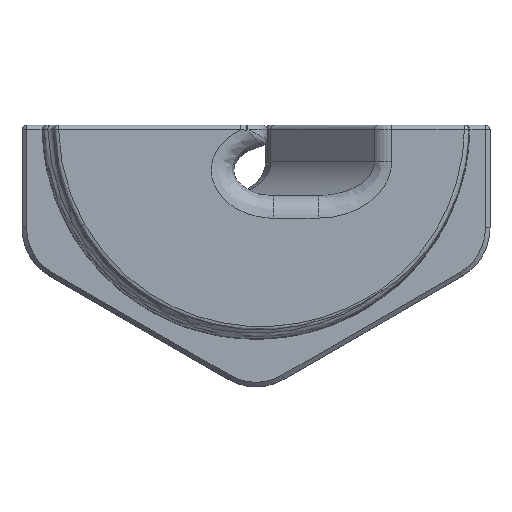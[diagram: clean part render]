
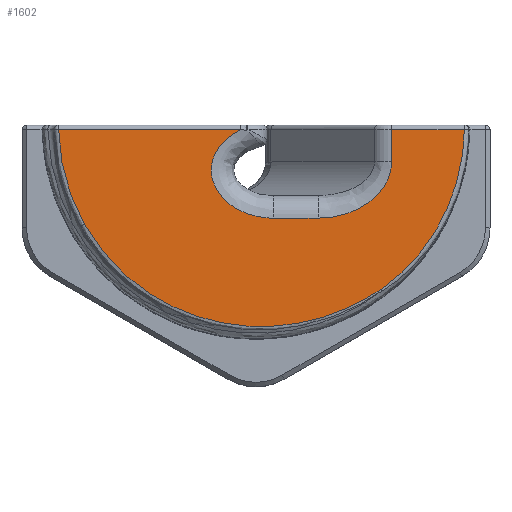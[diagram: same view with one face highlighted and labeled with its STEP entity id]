
A CAD part, top view. The second image highlights one B-rep face of the part: STEP entity #1602.
In plain terms, the highlighted planar face has unit normal (0, 0, 1).
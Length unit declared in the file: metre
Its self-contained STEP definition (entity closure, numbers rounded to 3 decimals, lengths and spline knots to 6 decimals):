
#32=ELLIPSE('',#1743,0.005548,0.00425);
#33=ELLIPSE('',#1744,0.006527,0.005);
#216=LINE('',#4137,#306);
#217=LINE('',#4161,#307);
#218=LINE('',#4163,#308);
#219=LINE('',#4167,#309);
#306=VECTOR('',#1964,1.);
#307=VECTOR('',#1965,1.);
#308=VECTOR('',#1966,1.);
#309=VECTOR('',#1969,1.);
#459=ORIENTED_EDGE('',*,*,#947,.T.);
#460=ORIENTED_EDGE('',*,*,#948,.T.);
#461=ORIENTED_EDGE('',*,*,#949,.T.);
#462=ORIENTED_EDGE('',*,*,#950,.T.);
#463=ORIENTED_EDGE('',*,*,#951,.T.);
#464=ORIENTED_EDGE('',*,*,#952,.T.);
#465=ORIENTED_EDGE('',*,*,#953,.T.);
#466=ORIENTED_EDGE('',*,*,#954,.T.);
#467=ORIENTED_EDGE('',*,*,#955,.T.);
#947=EDGE_CURVE('',#1184,#1185,#32,.F.);
#948=EDGE_CURVE('',#1185,#1186,#216,.F.);
#949=EDGE_CURVE('',#1186,#1187,#1277,.T.);
#950=EDGE_CURVE('',#1187,#1188,#1278,.T.);
#951=EDGE_CURVE('',#1188,#1189,#1279,.T.);
#952=EDGE_CURVE('',#1189,#1190,#217,.F.);
#953=EDGE_CURVE('',#1190,#1191,#218,.F.);
#954=EDGE_CURVE('',#1191,#1192,#33,.F.);
#955=EDGE_CURVE('',#1192,#1184,#219,.F.);
#1184=VERTEX_POINT('',#4135);
#1185=VERTEX_POINT('',#4136);
#1186=VERTEX_POINT('',#4138);
#1187=VERTEX_POINT('',#4143);
#1188=VERTEX_POINT('',#4152);
#1189=VERTEX_POINT('',#4160);
#1190=VERTEX_POINT('',#4162);
#1191=VERTEX_POINT('',#4164);
#1192=VERTEX_POINT('',#4166);
#1277=B_SPLINE_CURVE_WITH_KNOTS('',3,(#4139,#4140,#4141,#4142),
 .UNSPECIFIED.,.F.,.F.,(4,4),(0.045835,0.054604),
 .UNSPECIFIED.);
#1278=B_SPLINE_CURVE_WITH_KNOTS('',3,(#4144,#4145,#4146,#4147,#4148,#4149,
#4150,#4151),.UNSPECIFIED.,.F.,.F.,(4,1,1,1,1,4),(0.,0.007551,
0.011327,0.015102,0.022653,0.030204),
 .UNSPECIFIED.);
#1279=B_SPLINE_CURVE_WITH_KNOTS('',3,(#4153,#4154,#4155,#4156,#4157,#4158,
#4159),.UNSPECIFIED.,.F.,.F.,(4,1,1,1,4),(0.,0.004176,0.008352,
0.012529,0.016705),.UNSPECIFIED.);
#1350=EDGE_LOOP('',(#459,#460,#461,#462,#463,#464,#465,#466,#467));
#1462=FACE_BOUND('',#1350,.T.);
#1563=PLANE('',#1742);
#1602=ADVANCED_FACE('',(#1462),#1563,.T.);
#1742=AXIS2_PLACEMENT_3D('',#4133,#1960,#1961);
#1743=AXIS2_PLACEMENT_3D('',#4134,#1962,#1963);
#1744=AXIS2_PLACEMENT_3D('',#4165,#1967,#1968);
#1960=DIRECTION('',(0.,0.,1.));
#1961=DIRECTION('',(0.866,-0.5,0.));
#1962=DIRECTION('',(0.,0.,1.));
#1963=DIRECTION('',(1.,0.,0.));
#1964=DIRECTION('',(1.,0.,0.));
#1965=DIRECTION('',(1.,0.,0.));
#1966=DIRECTION('',(0.,1.,0.));
#1967=DIRECTION('',(0.,0.,1.));
#1968=DIRECTION('',(1.,0.,0.));
#1969=DIRECTION('',(1.,0.,0.));
#4133=CARTESIAN_POINT('',(0.,0.,0.014));
#4134=CARTESIAN_POINT('',(0.001585,-0.004,0.014));
#4135=CARTESIAN_POINT('',(0.001585,-0.00825,0.014));
#4136=CARTESIAN_POINT('',(-0.001364,-0.0004,0.014));
#4137=CARTESIAN_POINT('',(-0.017509,-0.0004,0.014));
#4138=CARTESIAN_POINT('',(-0.017505,-0.0004,0.014));
#4139=CARTESIAN_POINT('',(-0.017505,-0.0004,0.014));
#4140=CARTESIAN_POINT('',(-0.017448,-0.003327,0.014));
#4141=CARTESIAN_POINT('',(-0.016656,-0.00623,0.014));
#4142=CARTESIAN_POINT('',(-0.015202,-0.008794,0.014));
#4143=CARTESIAN_POINT('',(-0.015202,-0.008794,0.014));
#4144=CARTESIAN_POINT('',(-0.015202,-0.008794,0.014));
#4145=CARTESIAN_POINT('',(-0.01395,-0.011003,0.014));
#4146=CARTESIAN_POINT('',(-0.011385,-0.01387,0.014));
#4147=CARTESIAN_POINT('',(-0.006997,-0.016408,0.014));
#4148=CARTESIAN_POINT('',(-0.002214,-0.017975,0.014));
#4149=CARTESIAN_POINT('',(0.004233,-0.018008,0.014));
#4150=CARTESIAN_POINT('',(0.008985,-0.015973,0.014));
#4151=CARTESIAN_POINT('',(0.011095,-0.014563,0.014));
#4152=CARTESIAN_POINT('',(0.011095,-0.014563,0.014));
#4153=CARTESIAN_POINT('',(0.011095,-0.014563,0.014));
#4154=CARTESIAN_POINT('',(0.012252,-0.013789,0.014));
#4155=CARTESIAN_POINT('',(0.014311,-0.011885,0.014));
#4156=CARTESIAN_POINT('',(0.01664,-0.008429,0.014));
#4157=CARTESIAN_POINT('',(0.018097,-0.004546,0.014));
#4158=CARTESIAN_POINT('',(0.018451,-0.001771,0.014));
#4159=CARTESIAN_POINT('',(0.018463,-0.0004,0.014));
#4160=CARTESIAN_POINT('',(0.018463,-0.0004,0.014));
#4161=CARTESIAN_POINT('',(0.012028,-0.0004,0.014));
#4162=CARTESIAN_POINT('',(0.012028,-0.0004,0.014));
#4163=CARTESIAN_POINT('',(0.012028,-0.00325,0.014));
#4164=CARTESIAN_POINT('',(0.012028,-0.00325,0.014));
#4165=CARTESIAN_POINT('',(0.005501,-0.00325,0.014));
#4166=CARTESIAN_POINT('',(0.005501,-0.00825,0.014));
#4167=CARTESIAN_POINT('',(0.003263,-0.00825,0.014));
